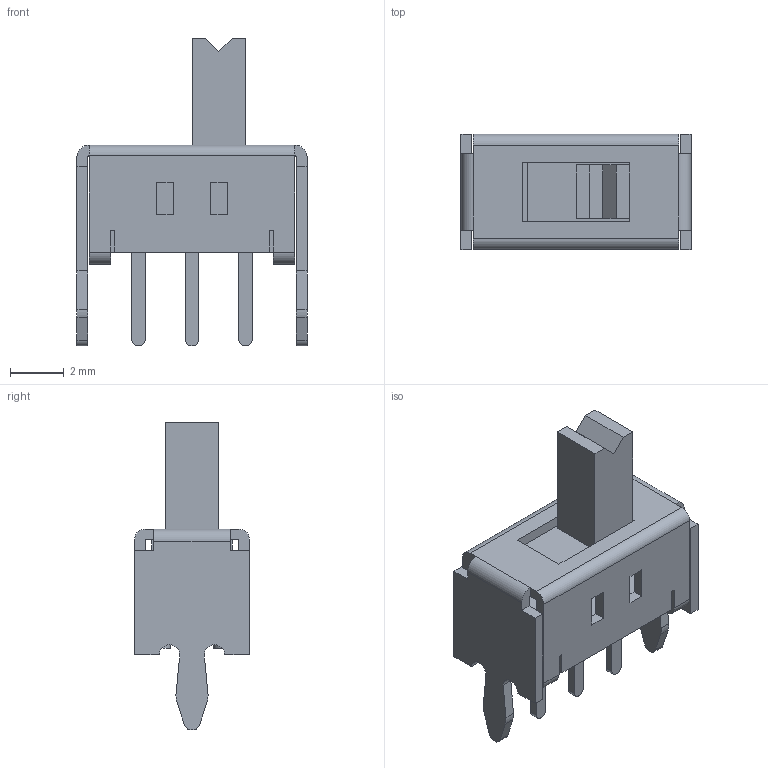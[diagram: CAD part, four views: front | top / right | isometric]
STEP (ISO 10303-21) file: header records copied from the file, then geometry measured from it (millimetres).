
FILE_DESCRIPTION(('FreeCAD Model'),'2;1');
FILE_NAME('OS102011MS2QN1C.stp','2019-09-22T01:23:23',( 'Author'),(''),'Open CASCADE STEP processor 7.3','FreeCAD','Unknown' );
FILE_SCHEMA(('AUTOMOTIVE_DESIGN_CC2 { 1 2 10303 214 -1 1 5 4 }'));
Length unit declared in the file: millimetre
Products named in the file (1): 1
Bounding box: 8.6 x 4.3 x 11.5 mm (x, y, z)
Volume: 97.6 mm3; surface area: 417.5 mm2
Topology: 1 solids, 1 shells, 192 faces, 539 edges, 354 vertices
Faces by surface type: plane 139, cylinder 31, extrusion 22
Entity records: 7751 total; most frequent: CARTESIAN_POINT 1454, ORIENTED_EDGE 1078, DIRECTION 921, EDGE_CURVE 539, VECTOR 455, LINE 433, VERTEX_POINT 354, AXIS2_PLACEMENT_3D 233
